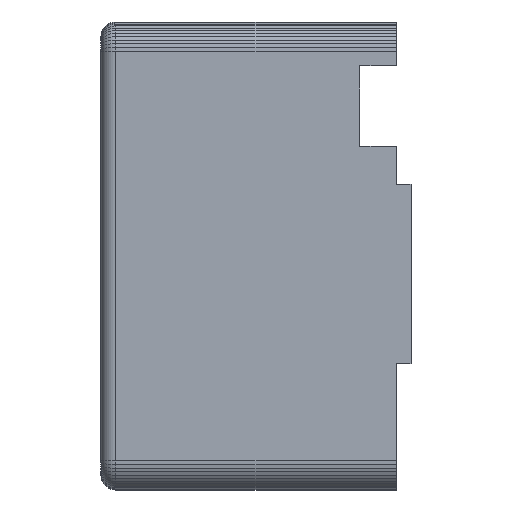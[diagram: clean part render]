
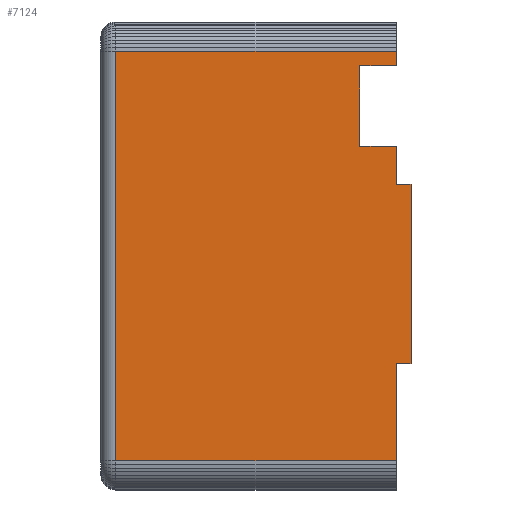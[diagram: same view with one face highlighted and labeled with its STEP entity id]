
A CAD part, left-side view. The second image highlights one B-rep face of the part: STEP entity #7124.
In plain terms, the highlighted planar face has unit normal (-1, 0, 0).
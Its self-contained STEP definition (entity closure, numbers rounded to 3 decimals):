
#36 = EDGE_CURVE ( 'NONE', #7328, #3627, #4545, .T. ) ;
#218 = ORIENTED_EDGE ( 'NONE', *, *, #7805, .T. ) ;
#301 = DIRECTION ( 'NONE',  ( -1., 0., 0. ) ) ;
#325 = ORIENTED_EDGE ( 'NONE', *, *, #8604, .T. ) ;
#352 = CARTESIAN_POINT ( 'NONE',  ( 0., 14., 47. ) ) ;
#365 = LINE ( 'NONE', #7296, #7936 ) ;
#367 = CARTESIAN_POINT ( 'NONE',  ( 0., 7., 41.79 ) ) ;
#388 = ORIENTED_EDGE ( 'NONE', *, *, #5626, .F. ) ;
#394 = VERTEX_POINT ( 'NONE', #3256 ) ;
#413 = VERTEX_POINT ( 'NONE', #4781 ) ;
#475 = VECTOR ( 'NONE', #7809, 1000. ) ;
#639 = VERTEX_POINT ( 'NONE', #9694 ) ;
#701 = CARTESIAN_POINT ( 'NONE',  ( 0., 47.4, 60. ) ) ;
#989 = VERTEX_POINT ( 'NONE', #4524 ) ;
#1062 = LINE ( 'NONE', #2717, #4829 ) ;
#1073 = VECTOR ( 'NONE', #9365, 1000. ) ;
#1100 = ORIENTED_EDGE ( 'NONE', *, *, #1101, .T. ) ;
#1101 = EDGE_CURVE ( 'NONE', #394, #413, #4022, .T. ) ;
#1184 = CARTESIAN_POINT ( 'NONE',  ( 0., 14., 58. ) ) ;
#1721 = EDGE_CURVE ( 'NONE', #989, #5832, #2815, .T. ) ;
#2050 = CARTESIAN_POINT ( 'NONE',  ( 0., 9., 58. ) ) ;
#2057 = EDGE_CURVE ( 'NONE', #6898, #2296, #8735, .T. ) ;
#2148 = AXIS2_PLACEMENT_3D ( 'NONE', #8591, #301, #5579 ) ;
#2296 = VERTEX_POINT ( 'NONE', #1184 ) ;
#2459 = CARTESIAN_POINT ( 'NONE',  ( 0., 7., 41.79 ) ) ;
#2469 = VECTOR ( 'NONE', #5730, 1000. ) ;
#2528 = ORIENTED_EDGE ( 'NONE', *, *, #6065, .F. ) ;
#2594 = CARTESIAN_POINT ( 'NONE',  ( 0., 9., 4. ) ) ;
#2620 = DIRECTION ( 'NONE',  ( 0., 0., 1. ) ) ;
#2670 = ORIENTED_EDGE ( 'NONE', *, *, #1721, .F. ) ;
#2717 = CARTESIAN_POINT ( 'NONE',  ( 0., 47.4, 4. ) ) ;
#2815 = LINE ( 'NONE', #6173, #2469 ) ;
#2857 = DIRECTION ( 'NONE',  ( 0., 0., 1. ) ) ;
#3079 = VERTEX_POINT ( 'NONE', #701 ) ;
#3090 = LINE ( 'NONE', #9428, #1073 ) ;
#3256 = CARTESIAN_POINT ( 'NONE',  ( 0., 9., 41.79 ) ) ;
#3378 = ORIENTED_EDGE ( 'NONE', *, *, #7662, .T. ) ;
#3423 = DIRECTION ( 'NONE',  ( 0., 1., 0. ) ) ;
#3431 = DIRECTION ( 'NONE',  ( 0., 1., 0. ) ) ;
#3472 = CARTESIAN_POINT ( 'NONE',  ( 0., 9., 47. ) ) ;
#3478 = DIRECTION ( 'NONE',  ( 0., 0., -1. ) ) ;
#3519 = EDGE_CURVE ( 'NONE', #639, #5832, #365, .T. ) ;
#3573 = VECTOR ( 'NONE', #2857, 1000. ) ;
#3595 = ORIENTED_EDGE ( 'NONE', *, *, #2057, .T. ) ;
#3627 = VERTEX_POINT ( 'NONE', #7651 ) ;
#3689 = LINE ( 'NONE', #7718, #9391 ) ;
#3786 = LINE ( 'NONE', #367, #7547 ) ;
#3788 = ORIENTED_EDGE ( 'NONE', *, *, #36, .T. ) ;
#3915 = CARTESIAN_POINT ( 'NONE',  ( 0., 9., 17.29 ) ) ;
#4022 = LINE ( 'NONE', #2594, #3573 ) ;
#4078 = CARTESIAN_POINT ( 'NONE',  ( 0., 47.4, 4. ) ) ;
#4420 = ORIENTED_EDGE ( 'NONE', *, *, #3519, .T. ) ;
#4486 = LINE ( 'NONE', #7031, #475 ) ;
#4524 = CARTESIAN_POINT ( 'NONE',  ( 0., 7., 17.29 ) ) ;
#4545 = LINE ( 'NONE', #7066, #4551 ) ;
#4551 = VECTOR ( 'NONE', #7081, 1000. ) ;
#4781 = CARTESIAN_POINT ( 'NONE',  ( 0., 9., 47. ) ) ;
#4829 = VECTOR ( 'NONE', #3478, 1000. ) ;
#5159 = VERTEX_POINT ( 'NONE', #4078 ) ;
#5579 = DIRECTION ( 'NONE',  ( 0., 0., 1. ) ) ;
#5626 = EDGE_CURVE ( 'NONE', #6545, #989, #8269, .T. ) ;
#5663 = VECTOR ( 'NONE', #3431, 1000. ) ;
#5730 = DIRECTION ( 'NONE',  ( 0., 1., 0. ) ) ;
#5832 = VERTEX_POINT ( 'NONE', #3915 ) ;
#5938 = EDGE_CURVE ( 'NONE', #2296, #7328, #3090, .T. ) ;
#6065 = EDGE_CURVE ( 'NONE', #639, #5159, #3689, .T. ) ;
#6173 = CARTESIAN_POINT ( 'NONE',  ( 0., 7., 17.29 ) ) ;
#6457 = EDGE_CURVE ( 'NONE', #413, #6898, #7919, .T. ) ;
#6545 = VERTEX_POINT ( 'NONE', #2459 ) ;
#6595 = EDGE_LOOP ( 'NONE', ( #3378, #218, #2528, #4420, #2670, #388, #325, #1100, #7552, #3595, #9009, #3788 ) ) ;
#6898 = VERTEX_POINT ( 'NONE', #9701 ) ;
#7031 = CARTESIAN_POINT ( 'NONE',  ( 0., 9., 60. ) ) ;
#7066 = CARTESIAN_POINT ( 'NONE',  ( 0., 9., 4. ) ) ;
#7081 = DIRECTION ( 'NONE',  ( 0., 0., 1. ) ) ;
#7124 = ADVANCED_FACE ( 'NONE', ( #8600 ), #7848, .T. ) ;
#7296 = CARTESIAN_POINT ( 'NONE',  ( 0., 9., 4. ) ) ;
#7328 = VERTEX_POINT ( 'NONE', #2050 ) ;
#7490 = DIRECTION ( 'NONE',  ( 0., 0., 1. ) ) ;
#7547 = VECTOR ( 'NONE', #3423, 1000. ) ;
#7552 = ORIENTED_EDGE ( 'NONE', *, *, #6457, .T. ) ;
#7651 = CARTESIAN_POINT ( 'NONE',  ( 0., 9., 60. ) ) ;
#7662 = EDGE_CURVE ( 'NONE', #3627, #3079, #4486, .T. ) ;
#7693 = DIRECTION ( 'NONE',  ( 0., 1., 0. ) ) ;
#7718 = CARTESIAN_POINT ( 'NONE',  ( 0., 9., 4. ) ) ;
#7805 = EDGE_CURVE ( 'NONE', #3079, #5159, #1062, .T. ) ;
#7809 = DIRECTION ( 'NONE',  ( 0., 1., 0. ) ) ;
#7848 = PLANE ( 'NONE',  #2148 ) ;
#7919 = LINE ( 'NONE', #3472, #5663 ) ;
#7936 = VECTOR ( 'NONE', #2620, 1000. ) ;
#8164 = VECTOR ( 'NONE', #7490, 1000. ) ;
#8269 = LINE ( 'NONE', #9602, #9719 ) ;
#8591 = CARTESIAN_POINT ( 'NONE',  ( 0., 9., 4. ) ) ;
#8600 = FACE_OUTER_BOUND ( 'NONE', #6595, .T. ) ;
#8604 = EDGE_CURVE ( 'NONE', #6545, #394, #3786, .T. ) ;
#8735 = LINE ( 'NONE', #352, #8164 ) ;
#9009 = ORIENTED_EDGE ( 'NONE', *, *, #5938, .T. ) ;
#9107 = DIRECTION ( 'NONE',  ( 0., 0., -1. ) ) ;
#9365 = DIRECTION ( 'NONE',  ( 0., -1., 0. ) ) ;
#9391 = VECTOR ( 'NONE', #7693, 1000. ) ;
#9428 = CARTESIAN_POINT ( 'NONE',  ( 0., 14., 58. ) ) ;
#9602 = CARTESIAN_POINT ( 'NONE',  ( 0., 7., 17.29 ) ) ;
#9694 = CARTESIAN_POINT ( 'NONE',  ( 0., 9., 4. ) ) ;
#9701 = CARTESIAN_POINT ( 'NONE',  ( 0., 14., 47. ) ) ;
#9719 = VECTOR ( 'NONE', #9107, 1000. ) ;
